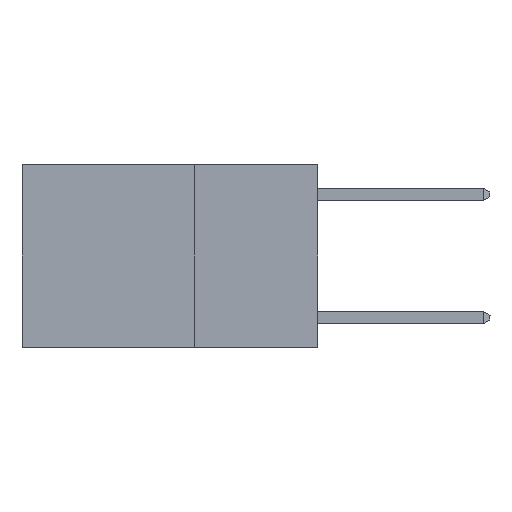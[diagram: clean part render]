
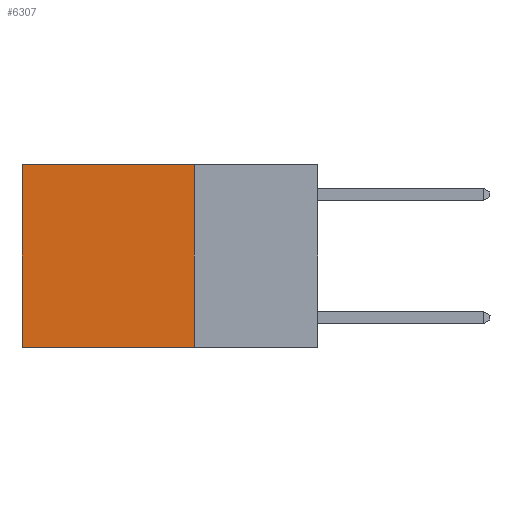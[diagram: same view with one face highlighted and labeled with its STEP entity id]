
A CAD part, left-side view. The second image highlights one B-rep face of the part: STEP entity #6307.
In plain terms, the highlighted planar face has unit normal (-1, 0, 0).
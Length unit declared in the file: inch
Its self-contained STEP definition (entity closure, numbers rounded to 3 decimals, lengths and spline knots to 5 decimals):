
#274 = LINE ( 'NONE', #2065, #10012 ) ;
#466 = DIRECTION ( 'NONE',  ( 1., 0., 0. ) ) ;
#651 = LINE ( 'NONE', #5806, #4481 ) ;
#812 = VECTOR ( 'NONE', #10705, 39.37008 ) ;
#1426 = LINE ( 'NONE', #13234, #6859 ) ;
#2065 = CARTESIAN_POINT ( 'NONE',  ( 0.2625, 0.25, 0. ) ) ;
#3207 = VERTEX_POINT ( 'NONE', #6920 ) ;
#3429 = CARTESIAN_POINT ( 'NONE',  ( 0.2625, 0.6, 0. ) ) ;
#3602 = CARTESIAN_POINT ( 'NONE',  ( 0.2625, 0.6, -0.37 ) ) ;
#3758 = DIRECTION ( 'NONE',  ( 0., 0., -1. ) ) ;
#4438 = DIRECTION ( 'NONE',  ( 0., 1., 0. ) ) ;
#4451 = EDGE_LOOP ( 'NONE', ( #5155, #11202, #6152, #13488 ) ) ;
#4481 = VECTOR ( 'NONE', #10249, 39.37008 ) ;
#4967 = DIRECTION ( 'NONE',  ( 0., 1., 0. ) ) ;
#5146 = PLANE ( 'NONE',  #18406 ) ;
#5155 = ORIENTED_EDGE ( 'NONE', *, *, #16135, .T. ) ;
#5643 = EDGE_CURVE ( 'NONE', #14063, #11909, #274, .T. ) ;
#5806 = CARTESIAN_POINT ( 'NONE',  ( 0.2625, 0.25, 0. ) ) ;
#6152 = ORIENTED_EDGE ( 'NONE', *, *, #7230, .F. ) ;
#6307 = ADVANCED_FACE ( 'NONE', ( #9081 ), #5146, .F. ) ;
#6859 = VECTOR ( 'NONE', #4438, 39.37008 ) ;
#6920 = CARTESIAN_POINT ( 'NONE',  ( 0.2625, 0.25, -0.37 ) ) ;
#7230 = EDGE_CURVE ( 'NONE', #14063, #3207, #651, .T. ) ;
#7411 = CARTESIAN_POINT ( 'NONE',  ( 0.2625, 0.25, 0. ) ) ;
#9081 = FACE_OUTER_BOUND ( 'NONE', #4451, .T. ) ;
#10012 = VECTOR ( 'NONE', #4967, 39.37008 ) ;
#10249 = DIRECTION ( 'NONE',  ( 0., 0., -1. ) ) ;
#10705 = DIRECTION ( 'NONE',  ( 0., 0., -1. ) ) ;
#10760 = EDGE_CURVE ( 'NONE', #3207, #11290, #1426, .T. ) ;
#11202 = ORIENTED_EDGE ( 'NONE', *, *, #10760, .F. ) ;
#11290 = VERTEX_POINT ( 'NONE', #3602 ) ;
#11909 = VERTEX_POINT ( 'NONE', #16484 ) ;
#13016 = LINE ( 'NONE', #3429, #812 ) ;
#13234 = CARTESIAN_POINT ( 'NONE',  ( 0.2625, 0.25, -0.37 ) ) ;
#13488 = ORIENTED_EDGE ( 'NONE', *, *, #5643, .T. ) ;
#14063 = VERTEX_POINT ( 'NONE', #7411 ) ;
#16135 = EDGE_CURVE ( 'NONE', #11909, #11290, #13016, .T. ) ;
#16484 = CARTESIAN_POINT ( 'NONE',  ( 0.2625, 0.6, 0. ) ) ;
#16883 = CARTESIAN_POINT ( 'NONE',  ( 0.2625, 0.25, 0. ) ) ;
#18406 = AXIS2_PLACEMENT_3D ( 'NONE', #16883, #466, #3758 ) ;
